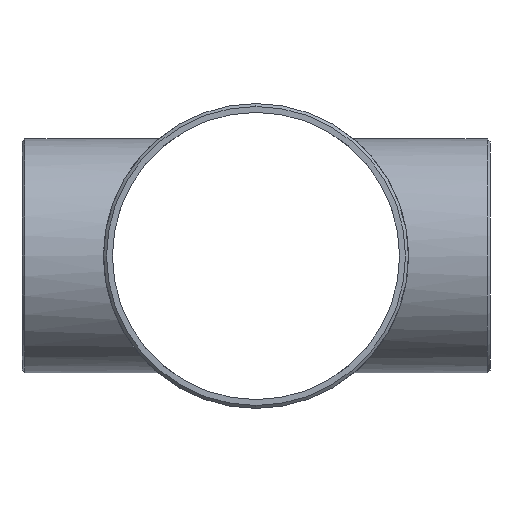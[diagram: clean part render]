
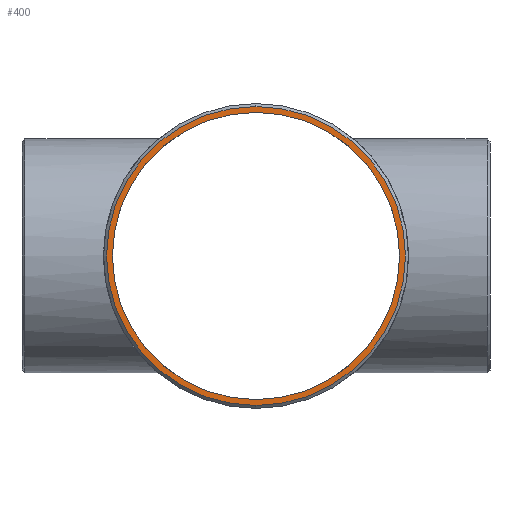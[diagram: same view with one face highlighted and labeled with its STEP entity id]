
A CAD part, left-side view. The second image highlights one B-rep face of the part: STEP entity #400.
In plain terms, the highlighted planar face has unit normal (-1, 0, 0).
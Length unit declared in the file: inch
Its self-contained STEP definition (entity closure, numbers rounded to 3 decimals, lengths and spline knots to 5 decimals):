
#17 = VERTEX_POINT ( 'NONE', #742 ) ;
#95 = FACE_BOUND ( 'NONE', #734, .T. ) ;
#120 = AXIS2_PLACEMENT_3D ( 'NONE', #1053, #1097, #1229 ) ;
#171 = CARTESIAN_POINT ( 'NONE',  ( -7., 0., 0. ) ) ;
#188 = CIRCLE ( 'NONE', #120, 4.22917 ) ;
#213 = DIRECTION ( 'NONE',  ( 1., 0., 0. ) ) ;
#240 = CIRCLE ( 'NONE', #1363, 4.22917 ) ;
#262 = DIRECTION ( 'NONE',  ( 0., 0., 1. ) ) ;
#306 = AXIS2_PLACEMENT_3D ( 'NONE', #171, #1417, #262 ) ;
#325 = EDGE_CURVE ( 'NONE', #596, #767, #188, .T. ) ;
#326 = PLANE ( 'NONE',  #1339 ) ;
#348 = CARTESIAN_POINT ( 'NONE',  ( -7., 0., 4.22917 ) ) ;
#400 = ADVANCED_FACE ( 'NONE', ( #879, #95 ), #326, .T. ) ;
#502 = EDGE_CURVE ( 'NONE', #869, #17, #978, .T. ) ;
#534 = DIRECTION ( 'NONE',  ( 0., 0., 1. ) ) ;
#581 = CARTESIAN_POINT ( 'NONE',  ( -7., 0., 0. ) ) ;
#596 = VERTEX_POINT ( 'NONE', #348 ) ;
#664 = EDGE_CURVE ( 'NONE', #767, #596, #240, .T. ) ;
#714 = CARTESIAN_POINT ( 'NONE',  ( -7., 0., -4.0625 ) ) ;
#734 = EDGE_LOOP ( 'NONE', ( #1205, #1386 ) ) ;
#742 = CARTESIAN_POINT ( 'NONE',  ( -7., 0., 4.0625 ) ) ;
#745 = EDGE_LOOP ( 'NONE', ( #1397, #811 ) ) ;
#767 = VERTEX_POINT ( 'NONE', #1022 ) ;
#795 = DIRECTION ( 'NONE',  ( -1., 0., 0. ) ) ;
#811 = ORIENTED_EDGE ( 'NONE', *, *, #325, .T. ) ;
#869 = VERTEX_POINT ( 'NONE', #714 ) ;
#879 = FACE_OUTER_BOUND ( 'NONE', #745, .T. ) ;
#927 = DIRECTION ( 'NONE',  ( 0., 0., 1. ) ) ;
#978 = CIRCLE ( 'NONE', #1270, 4.0625 ) ;
#1022 = CARTESIAN_POINT ( 'NONE',  ( -7., 0., -4.22917 ) ) ;
#1053 = CARTESIAN_POINT ( 'NONE',  ( -7., 0., 0. ) ) ;
#1070 = CIRCLE ( 'NONE', #306, 4.0625 ) ;
#1097 = DIRECTION ( 'NONE',  ( -1., 0., 0. ) ) ;
#1205 = ORIENTED_EDGE ( 'NONE', *, *, #1459, .T. ) ;
#1212 = DIRECTION ( 'NONE',  ( 0., 0., -1. ) ) ;
#1229 = DIRECTION ( 'NONE',  ( 0., 0., 1. ) ) ;
#1270 = AXIS2_PLACEMENT_3D ( 'NONE', #1354, #213, #534 ) ;
#1339 = AXIS2_PLACEMENT_3D ( 'NONE', #1345, #1464, #1212 ) ;
#1345 = CARTESIAN_POINT ( 'NONE',  ( -7., 0., 0. ) ) ;
#1354 = CARTESIAN_POINT ( 'NONE',  ( -7., 0., 0. ) ) ;
#1363 = AXIS2_PLACEMENT_3D ( 'NONE', #581, #795, #927 ) ;
#1386 = ORIENTED_EDGE ( 'NONE', *, *, #502, .T. ) ;
#1397 = ORIENTED_EDGE ( 'NONE', *, *, #664, .T. ) ;
#1417 = DIRECTION ( 'NONE',  ( 1., 0., 0. ) ) ;
#1459 = EDGE_CURVE ( 'NONE', #17, #869, #1070, .T. ) ;
#1464 = DIRECTION ( 'NONE',  ( -1., 0., 0. ) ) ;
